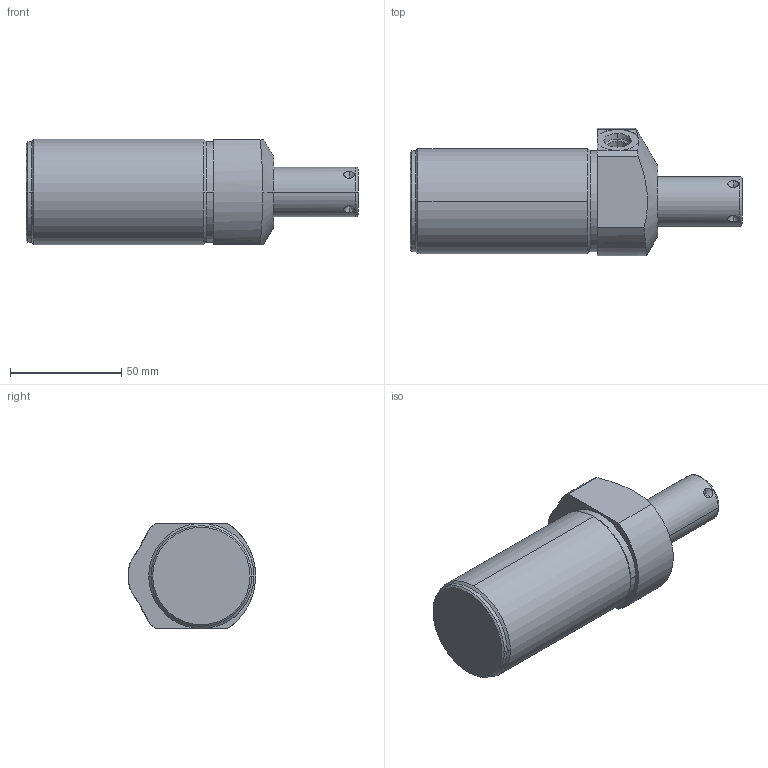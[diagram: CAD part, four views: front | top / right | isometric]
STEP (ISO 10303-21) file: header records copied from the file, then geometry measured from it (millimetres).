
FILE_DESCRIPTION((''),'2;1');
FILE_NAME('ILC15021304R','2021-06-02T',('Asawyer'),(''),'PRO/ENGINEER BY PARAMETRIC TECHNOLOGY CORPORATION, 2013320','PRO/ENGINEER BY PARAMETRIC TECHNOLOGY CORPORATION, 2013320','');
FILE_SCHEMA(('CONFIG_CONTROL_DESIGN'));
Length unit declared in the file: inch
Products named in the file (1): ILC15021304R
Bounding box: 149 x 57.15 x 47.37 mm (x, y, z)
Volume: 213321.2 mm3; surface area: 25584.2 mm2
Topology: 1 solids, 2 shells, 71 faces, 176 edges, 107 vertices
Faces by surface type: cone 26, cylinder 24, plane 19, torus 2
Entity records: 2282 total; most frequent: CARTESIAN_POINT 599, DIRECTION 350, ORIENTED_EDGE 328, EDGE_CURVE 166, AXIS2_PLACEMENT_3D 142, VERTEX_POINT 107, EDGE_LOOP 81, FACE_OUTER_BOUND 71
